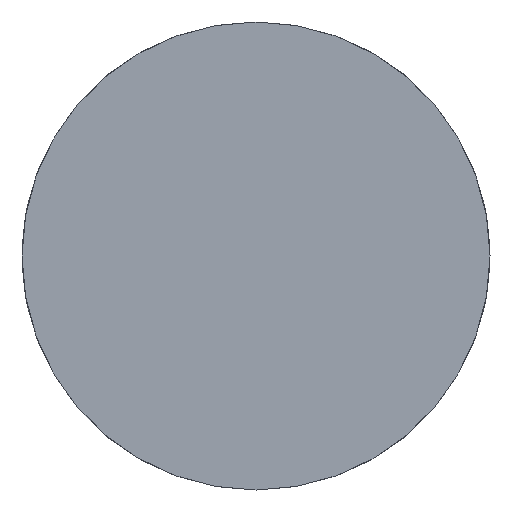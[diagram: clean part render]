
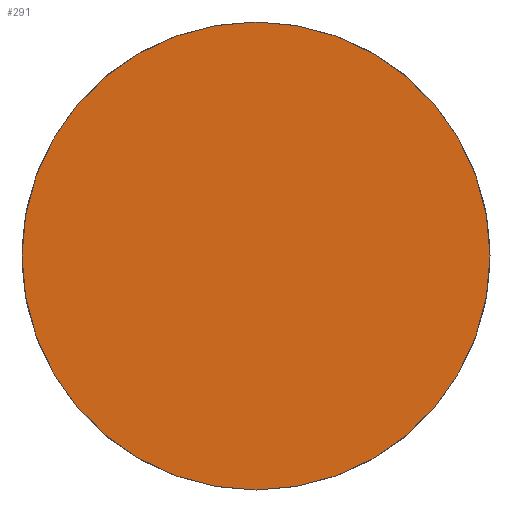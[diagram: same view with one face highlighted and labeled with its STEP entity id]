
A CAD part, front view. The second image highlights one B-rep face of the part: STEP entity #291.
In plain terms, the highlighted planar face has unit normal (0, -1, 0).
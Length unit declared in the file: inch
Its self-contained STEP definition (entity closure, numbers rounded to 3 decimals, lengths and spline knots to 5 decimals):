
#17 = EDGE_LOOP ( 'NONE', ( #43, #44 ) ) ;
#43 = ORIENTED_EDGE ( 'NONE', *, *, #379, .F. ) ;
#44 = ORIENTED_EDGE ( 'NONE', *, *, #283, .F. ) ;
#64 = VERTEX_POINT ( 'NONE', #76 ) ;
#65 = VERTEX_POINT ( 'NONE', #77 ) ;
#76 = CARTESIAN_POINT ( 'NONE',  ( 0., 0., -0.375 ) ) ;
#77 = CARTESIAN_POINT ( 'NONE',  ( 0., 0., 0.375 ) ) ;
#113 = CARTESIAN_POINT ( 'NONE',  ( 0., 0., 0. ) ) ;
#114 = DIRECTION ( 'NONE',  ( 0., 1., 0. ) ) ;
#115 = DIRECTION ( 'NONE',  ( 0., 0., 1. ) ) ;
#152 = PLANE ( 'NONE',  #329 ) ;
#169 = CARTESIAN_POINT ( 'NONE',  ( 0., 0., 0. ) ) ;
#170 = DIRECTION ( 'NONE',  ( 0., 1., 0. ) ) ;
#171 = DIRECTION ( 'NONE',  ( 0., 0., 1. ) ) ;
#212 = CARTESIAN_POINT ( 'NONE',  ( 0., 0., 0. ) ) ;
#219 = DIRECTION ( 'NONE',  ( 0., 1., 0. ) ) ;
#220 = DIRECTION ( 'NONE',  ( 0., 0., 1. ) ) ;
#283 = EDGE_CURVE ( 'NONE', #65, #64, #361, .T. ) ;
#291 = ADVANCED_FACE ( 'NONE', ( #343 ), #152, .F. ) ;
#298 = AXIS2_PLACEMENT_3D ( 'NONE', #113, #114, #115 ) ;
#329 = AXIS2_PLACEMENT_3D ( 'NONE', #169, #170, #171 ) ;
#343 = FACE_OUTER_BOUND ( 'NONE', #17, .T. ) ;
#361 = CIRCLE ( 'NONE', #298, 0.375 ) ;
#366 = CIRCLE ( 'NONE', #395, 0.375 ) ;
#379 = EDGE_CURVE ( 'NONE', #64, #65, #366, .T. ) ;
#395 = AXIS2_PLACEMENT_3D ( 'NONE', #212, #219, #220 ) ;
